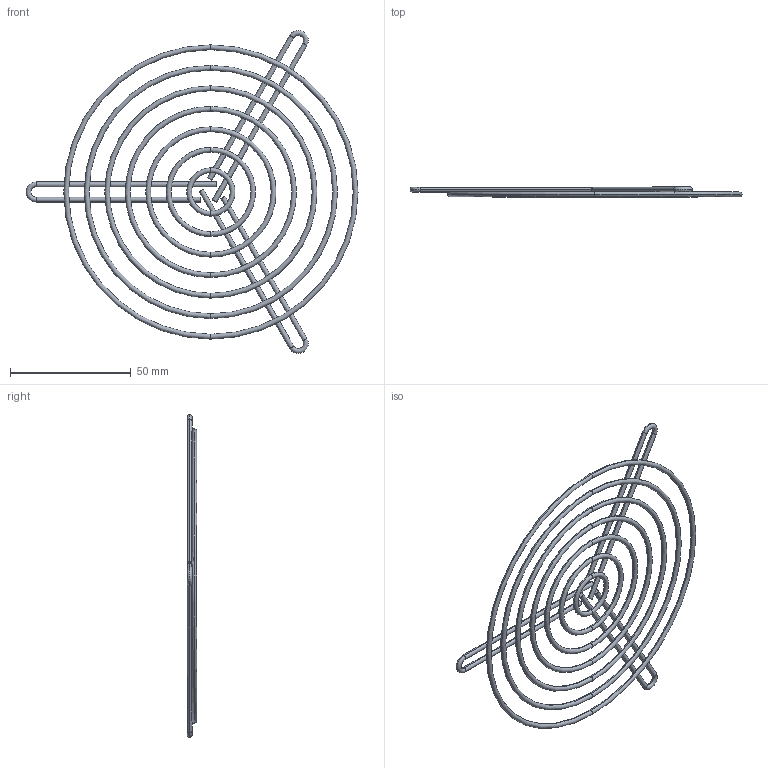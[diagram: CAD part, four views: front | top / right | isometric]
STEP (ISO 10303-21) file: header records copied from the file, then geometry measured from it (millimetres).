
FILE_DESCRIPTION (( 'STEP AP203' ), '1' );
FILE_NAME ('SIL120-7FB.STEP', '2023-09-07T21:27:27', ( '' ), ( '' ), 'SwSTEP 2.0', 'SolidWorks 2021', '' );
FILE_SCHEMA (( 'CONFIG_CONTROL_DESIGN' ));
Length unit declared in the file: millimetre
Products named in the file (1): SIL120-7FB
Bounding box: 137.65 x 3.99 x 133.87 mm (x, y, z)
Volume: 6208 mm3; surface area: 12429.6 mm2
Topology: 1 solids, 1 shells, 52 faces, 182 edges, 136 vertices
Faces by surface type: torus 34, cylinder 12, plane 6
Entity records: 3903 total; most frequent: CARTESIAN_POINT 2141, ORIENTED_EDGE 364, DIRECTION 290, EDGE_CURVE 182, AXIS2_PLACEMENT_3D 139, EDGE_LOOP 136, VERTEX_POINT 136, CIRCLE 86
